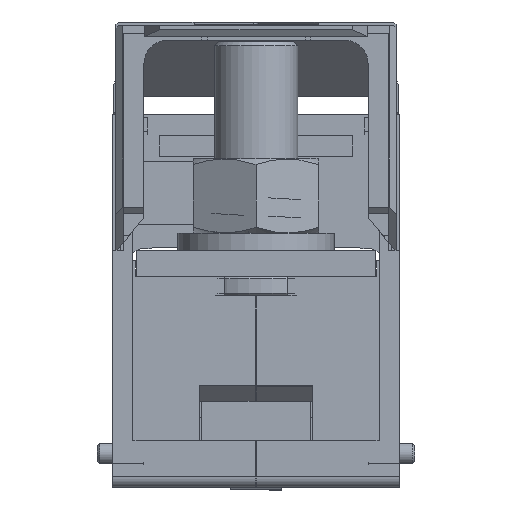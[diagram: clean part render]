
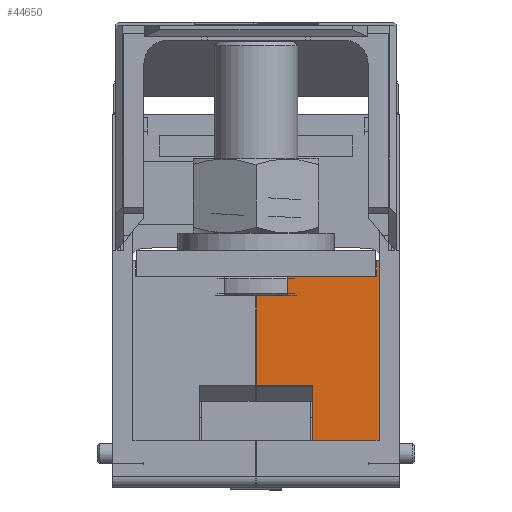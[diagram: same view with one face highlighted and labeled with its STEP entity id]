
A CAD part, left-side view. The second image highlights one B-rep face of the part: STEP entity #44650.
In plain terms, the highlighted planar face has unit normal (-1, 0, 0).
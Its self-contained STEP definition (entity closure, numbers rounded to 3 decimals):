
#3066=ORIENTED_EDGE('',*,*,#16202,.T.);
#3067=ORIENTED_EDGE('',*,*,#16203,.T.);
#3068=ORIENTED_EDGE('',*,*,#15814,.F.);
#3069=ORIENTED_EDGE('',*,*,#16204,.T.);
#3070=ORIENTED_EDGE('',*,*,#16205,.F.);
#3071=ORIENTED_EDGE('',*,*,#16206,.T.);
#3072=ORIENTED_EDGE('',*,*,#15840,.F.);
#3073=ORIENTED_EDGE('',*,*,#15105,.T.);
#3074=ORIENTED_EDGE('',*,*,#14973,.F.);
#3075=ORIENTED_EDGE('',*,*,#16207,.F.);
#3076=ORIENTED_EDGE('',*,*,#16208,.T.);
#3077=ORIENTED_EDGE('',*,*,#15101,.F.);
#3078=ORIENTED_EDGE('',*,*,#16209,.T.);
#3079=ORIENTED_EDGE('',*,*,#16210,.F.);
#3080=ORIENTED_EDGE('',*,*,#15624,.T.);
#3081=ORIENTED_EDGE('',*,*,#16211,.F.);
#3082=ORIENTED_EDGE('',*,*,#16212,.T.);
#3083=ORIENTED_EDGE('',*,*,#16213,.T.);
#3084=ORIENTED_EDGE('',*,*,#16176,.F.);
#3085=ORIENTED_EDGE('',*,*,#16214,.T.);
#3086=ORIENTED_EDGE('',*,*,#16215,.F.);
#3087=ORIENTED_EDGE('',*,*,#16216,.T.);
#3088=ORIENTED_EDGE('',*,*,#15822,.F.);
#3089=ORIENTED_EDGE('',*,*,#16217,.T.);
#14973=EDGE_CURVE('',#21586,#21587,#26003,.T.);
#15101=EDGE_CURVE('',#21709,#21710,#26101,.T.);
#15105=EDGE_CURVE('',#21713,#21587,#26104,.T.);
#15624=EDGE_CURVE('',#22225,#22224,#26444,.T.);
#15814=EDGE_CURVE('',#22399,#22400,#26610,.T.);
#15822=EDGE_CURVE('',#22407,#22408,#26614,.T.);
#15840=EDGE_CURVE('',#21713,#22424,#26625,.T.);
#16176=EDGE_CURVE('',#22702,#22703,#26890,.T.);
#16202=EDGE_CURVE('',#22727,#22728,#26910,.T.);
#16203=EDGE_CURVE('',#22728,#22400,#26911,.T.);
#16204=EDGE_CURVE('',#22399,#22729,#26912,.F.);
#16205=EDGE_CURVE('',#22730,#22729,#26913,.T.);
#16206=EDGE_CURVE('',#22730,#22424,#26914,.T.);
#16207=EDGE_CURVE('',#22731,#21586,#26915,.T.);
#16208=EDGE_CURVE('',#22731,#21710,#26916,.T.);
#16209=EDGE_CURVE('',#21709,#22732,#26917,.F.);
#16210=EDGE_CURVE('',#22225,#22732,#26918,.T.);
#16211=EDGE_CURVE('',#22733,#22224,#26919,.T.);
#16212=EDGE_CURVE('',#22733,#22734,#26920,.T.);
#16213=EDGE_CURVE('',#22734,#22703,#26921,.T.);
#16214=EDGE_CURVE('',#22702,#22735,#26922,.T.);
#16215=EDGE_CURVE('',#22736,#22735,#26923,.T.);
#16216=EDGE_CURVE('',#22736,#22408,#26924,.T.);
#16217=EDGE_CURVE('',#22407,#22727,#26925,.F.);
#21586=VERTEX_POINT('',#63773);
#21587=VERTEX_POINT('',#63775);
#21709=VERTEX_POINT('',#64042);
#21710=VERTEX_POINT('',#64043);
#21713=VERTEX_POINT('',#64051);
#22224=VERTEX_POINT('',#65113);
#22225=VERTEX_POINT('',#65115);
#22399=VERTEX_POINT('',#65503);
#22400=VERTEX_POINT('',#65505);
#22407=VERTEX_POINT('',#65519);
#22408=VERTEX_POINT('',#65521);
#22424=VERTEX_POINT('',#65555);
#22702=VERTEX_POINT('',#66215);
#22703=VERTEX_POINT('',#66217);
#22727=VERTEX_POINT('',#66271);
#22728=VERTEX_POINT('',#66272);
#22729=VERTEX_POINT('',#66275);
#22730=VERTEX_POINT('',#66277);
#22731=VERTEX_POINT('',#66280);
#22732=VERTEX_POINT('',#66283);
#22733=VERTEX_POINT('',#66286);
#22734=VERTEX_POINT('',#66288);
#22735=VERTEX_POINT('',#66291);
#22736=VERTEX_POINT('',#66293);
#26003=LINE('',#63774,#31508);
#26101=LINE('',#64041,#31606);
#26104=LINE('',#64050,#31609);
#26444=LINE('',#65114,#31949);
#26610=LINE('',#65504,#32115);
#26614=LINE('',#65520,#32119);
#26625=LINE('',#65554,#32130);
#26890=LINE('',#66216,#32395);
#26910=LINE('',#66270,#32415);
#26911=LINE('',#66273,#32416);
#26912=LINE('',#66274,#32417);
#26913=LINE('',#66276,#32418);
#26914=LINE('',#66278,#32419);
#26915=LINE('',#66279,#32420);
#26916=LINE('',#66281,#32421);
#26917=LINE('',#66282,#32422);
#26918=LINE('',#66284,#32423);
#26919=LINE('',#66285,#32424);
#26920=LINE('',#66287,#32425);
#26921=LINE('',#66289,#32426);
#26922=LINE('',#66290,#32427);
#26923=LINE('',#66292,#32428);
#26924=LINE('',#66294,#32429);
#26925=LINE('',#66295,#32430);
#31508=VECTOR('',#51494,1000.);
#31606=VECTOR('',#51686,1000.);
#31609=VECTOR('',#51693,1000.);
#31949=VECTOR('',#52409,1000.);
#32115=VECTOR('',#52673,1000.);
#32119=VECTOR('',#52685,1000.);
#32130=VECTOR('',#52710,1000.);
#32395=VECTOR('',#53211,1000.);
#32415=VECTOR('',#53251,1000.);
#32416=VECTOR('',#53252,1000.);
#32417=VECTOR('',#53253,1000.);
#32418=VECTOR('',#53254,1000.);
#32419=VECTOR('',#53255,1000.);
#32420=VECTOR('',#53256,1000.);
#32421=VECTOR('',#53257,1000.);
#32422=VECTOR('',#53258,1000.);
#32423=VECTOR('',#53259,1000.);
#32424=VECTOR('',#53260,1000.);
#32425=VECTOR('',#53261,1000.);
#32426=VECTOR('',#53262,1000.);
#32427=VECTOR('',#53263,1000.);
#32428=VECTOR('',#53264,1000.);
#32429=VECTOR('',#53265,1000.);
#32430=VECTOR('',#53266,1000.);
#37220=EDGE_LOOP('',(#3066,#3067,#3068,#3069,#3070,#3071,#3072,#3073,#3074,
#3075,#3076,#3077,#3078,#3079,#3080,#3081,#3082,#3083,#3084,#3085,#3086,
#3087,#3088,#3089));
#40014=FACE_BOUND('',#37220,.T.);
#42704=PLANE('',#48527);
#44650=ADVANCED_FACE('',(#40014),#42704,.T.);
#48527=AXIS2_PLACEMENT_3D('',#66269,#53249,#53250);
#51494=DIRECTION('',(0.,0.,-1.));
#51686=DIRECTION('',(0.,-1.,0.));
#51693=DIRECTION('',(0.,-1.,0.));
#52409=DIRECTION('',(0.,0.,-1.));
#52673=DIRECTION('',(0.,0.,-1.));
#52685=DIRECTION('',(0.,0.,-1.));
#52710=DIRECTION('',(0.,0.,-1.));
#53211=DIRECTION('',(0.,0.,1.));
#53249=DIRECTION('',(-1.,0.,0.));
#53250=DIRECTION('',(0.,0.,1.));
#53251=DIRECTION('',(0.,0.,1.));
#53252=DIRECTION('',(0.,1.,0.));
#53253=DIRECTION('',(0.,1.,0.));
#53254=DIRECTION('',(0.,0.,-1.));
#53255=DIRECTION('',(0.,1.,0.));
#53256=DIRECTION('',(0.,-1.,0.));
#53257=DIRECTION('',(0.,0.,-1.));
#53258=DIRECTION('',(0.,0.,1.));
#53259=DIRECTION('',(0.,-1.,0.));
#53260=DIRECTION('',(0.,1.,0.));
#53261=DIRECTION('',(0.,0.,-1.));
#53262=DIRECTION('',(0.,1.,0.));
#53263=DIRECTION('',(0.,-1.,0.));
#53264=DIRECTION('',(0.,0.,-1.));
#53265=DIRECTION('',(0.,1.,0.));
#53266=DIRECTION('',(0.,1.,0.));
#63773=CARTESIAN_POINT('',(-43.5,1.9,11.31));
#63774=CARTESIAN_POINT('',(-43.5,1.9,11.31));
#63775=CARTESIAN_POINT('',(-43.5,1.9,8.31));
#64041=CARTESIAN_POINT('',(-43.5,184.004,8.31));
#64042=CARTESIAN_POINT('',(-43.5,21.438,8.31));
#64043=CARTESIAN_POINT('',(-43.5,4.375,8.31));
#64050=CARTESIAN_POINT('',(-43.5,4.375,8.31));
#64051=CARTESIAN_POINT('',(-43.5,3.9,8.31));
#65113=CARTESIAN_POINT('',(-43.5,27.5,-12.69));
#65114=CARTESIAN_POINT('',(-43.5,27.5,8.31));
#65115=CARTESIAN_POINT('',(-43.5,27.5,4.56));
#65503=CARTESIAN_POINT('',(-43.5,3.9,-2.39));
#65504=CARTESIAN_POINT('',(-43.5,3.9,8.31));
#65505=CARTESIAN_POINT('',(-43.5,3.9,-4.59));
#65519=CARTESIAN_POINT('',(-43.5,3.9,-13.59));
#65520=CARTESIAN_POINT('',(-43.5,3.9,8.31));
#65521=CARTESIAN_POINT('',(-43.5,3.9,-15.79));
#65554=CARTESIAN_POINT('',(-43.5,3.9,8.31));
#65555=CARTESIAN_POINT('',(-43.5,3.9,6.61));
#66215=CARTESIAN_POINT('',(-43.5,22.5,-27.19));
#66216=CARTESIAN_POINT('',(-43.5,22.5,-18.69));
#66217=CARTESIAN_POINT('',(-43.5,22.5,-23.19));
#66269=CARTESIAN_POINT('',(-43.5,184.004,8.31));
#66270=CARTESIAN_POINT('',(-43.5,2.6,-14.09));
#66271=CARTESIAN_POINT('',(-43.5,2.6,-13.59));
#66272=CARTESIAN_POINT('',(-43.5,2.6,-4.59));
#66273=CARTESIAN_POINT('',(-43.5,3.9,-4.59));
#66274=CARTESIAN_POINT('',(-43.5,184.004,-2.39));
#66275=CARTESIAN_POINT('',(-43.5,2.6,-2.39));
#66276=CARTESIAN_POINT('',(-43.5,2.6,7.11));
#66277=CARTESIAN_POINT('',(-43.5,2.6,6.61));
#66278=CARTESIAN_POINT('',(-43.5,184.004,6.61));
#66279=CARTESIAN_POINT('',(-43.5,4.375,11.31));
#66280=CARTESIAN_POINT('',(-43.5,4.375,11.31));
#66281=CARTESIAN_POINT('',(-43.5,4.375,11.31));
#66282=CARTESIAN_POINT('',(-43.5,21.438,4.56));
#66283=CARTESIAN_POINT('',(-43.5,21.438,4.56));
#66284=CARTESIAN_POINT('',(-43.5,184.004,4.56));
#66285=CARTESIAN_POINT('',(-43.5,16.6,-12.69));
#66286=CARTESIAN_POINT('',(-43.5,16.6,-12.69));
#66287=CARTESIAN_POINT('',(-43.5,16.6,-12.69));
#66288=CARTESIAN_POINT('',(-43.5,16.6,-23.19));
#66289=CARTESIAN_POINT('',(-43.5,16.6,-23.19));
#66290=CARTESIAN_POINT('',(-43.5,22.5,-27.19));
#66291=CARTESIAN_POINT('',(-43.5,2.6,-27.19));
#66292=CARTESIAN_POINT('',(-43.5,2.6,-27.19));
#66293=CARTESIAN_POINT('',(-43.5,2.6,-15.79));
#66294=CARTESIAN_POINT('',(-43.5,184.004,-15.79));
#66295=CARTESIAN_POINT('',(-43.5,2.6,-13.59));
